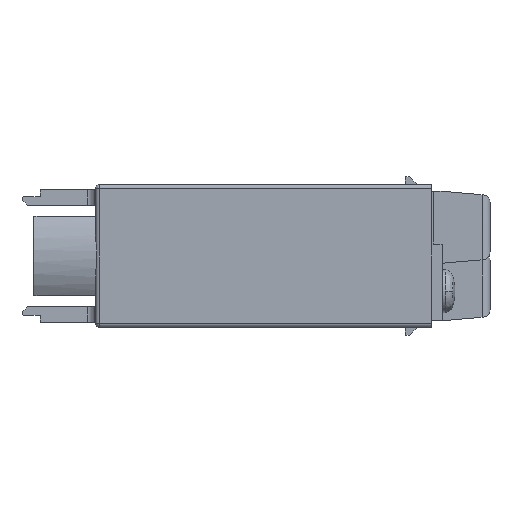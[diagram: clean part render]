
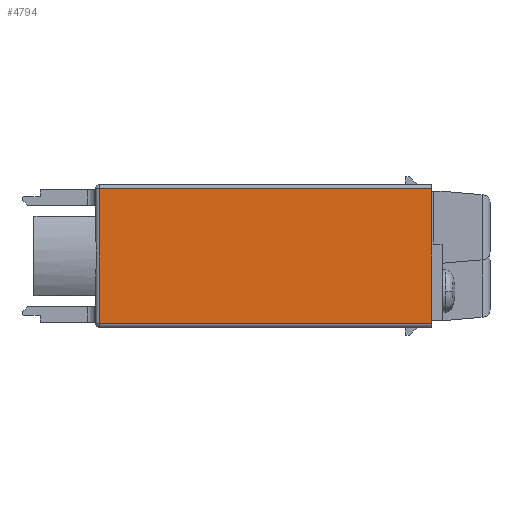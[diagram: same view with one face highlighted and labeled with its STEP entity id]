
A CAD part, left-side view. The second image highlights one B-rep face of the part: STEP entity #4794.
In plain terms, the highlighted planar face has unit normal (-1, 0, 0).
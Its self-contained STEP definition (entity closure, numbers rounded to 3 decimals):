
#323 = PLANE ( 'NONE',  #5710 ) ;
#415 = VERTEX_POINT ( 'NONE', #3180 ) ;
#554 = EDGE_CURVE ( 'NONE', #4654, #6964, #2765, .T. ) ;
#707 = ORIENTED_EDGE ( 'NONE', *, *, #1432, .F. ) ;
#715 = CARTESIAN_POINT ( 'NONE',  ( -8.95, 0., 0. ) ) ;
#1160 = CARTESIAN_POINT ( 'NONE',  ( -8.95, 20.8, 8.45 ) ) ;
#1355 = ORIENTED_EDGE ( 'NONE', *, *, #554, .F. ) ;
#1432 = EDGE_CURVE ( 'NONE', #6964, #415, #6734, .T. ) ;
#1819 = VECTOR ( 'NONE', #3206, 1000. ) ;
#1922 = LINE ( 'NONE', #4412, #3007 ) ;
#2583 = VECTOR ( 'NONE', #3659, 1000. ) ;
#2765 = LINE ( 'NONE', #5249, #5162 ) ;
#2806 = EDGE_CURVE ( 'NONE', #4934, #415, #6289, .T. ) ;
#2813 = CARTESIAN_POINT ( 'NONE',  ( -8.95, 0., 8.45 ) ) ;
#2829 = CARTESIAN_POINT ( 'NONE',  ( -8.95, 0., -8.45 ) ) ;
#3007 = VECTOR ( 'NONE', #6884, 1000. ) ;
#3180 = CARTESIAN_POINT ( 'NONE',  ( -8.95, 0., 8.45 ) ) ;
#3206 = DIRECTION ( 'NONE',  ( 0., 0., 1. ) ) ;
#3238 = ORIENTED_EDGE ( 'NONE', *, *, #6573, .F. ) ;
#3659 = DIRECTION ( 'NONE',  ( 0., -1., 0. ) ) ;
#4412 = CARTESIAN_POINT ( 'NONE',  ( -8.95, 20.8, -8.45 ) ) ;
#4559 = CARTESIAN_POINT ( 'NONE',  ( -8.95, 41.6, 8.45 ) ) ;
#4654 = VERTEX_POINT ( 'NONE', #6929 ) ;
#4794 = ADVANCED_FACE ( 'NONE', ( #5904 ), #323, .F. ) ;
#4835 = EDGE_LOOP ( 'NONE', ( #707, #1355, #3238, #5108 ) ) ;
#4934 = VERTEX_POINT ( 'NONE', #2829 ) ;
#5108 = ORIENTED_EDGE ( 'NONE', *, *, #2806, .T. ) ;
#5162 = VECTOR ( 'NONE', #7725, 1000. ) ;
#5249 = CARTESIAN_POINT ( 'NONE',  ( -8.95, 41.6, 0. ) ) ;
#5293 = DIRECTION ( 'NONE',  ( 1., 0., 0. ) ) ;
#5710 = AXIS2_PLACEMENT_3D ( 'NONE', #2813, #5293, #7776 ) ;
#5904 = FACE_OUTER_BOUND ( 'NONE', #4835, .T. ) ;
#6289 = LINE ( 'NONE', #715, #1819 ) ;
#6573 = EDGE_CURVE ( 'NONE', #4934, #4654, #1922, .T. ) ;
#6734 = LINE ( 'NONE', #1160, #2583 ) ;
#6884 = DIRECTION ( 'NONE',  ( 0., 1., 0. ) ) ;
#6929 = CARTESIAN_POINT ( 'NONE',  ( -8.95, 41.6, -8.45 ) ) ;
#6964 = VERTEX_POINT ( 'NONE', #4559 ) ;
#7725 = DIRECTION ( 'NONE',  ( 0., 0., 1. ) ) ;
#7776 = DIRECTION ( 'NONE',  ( 0., 0., -1. ) ) ;
